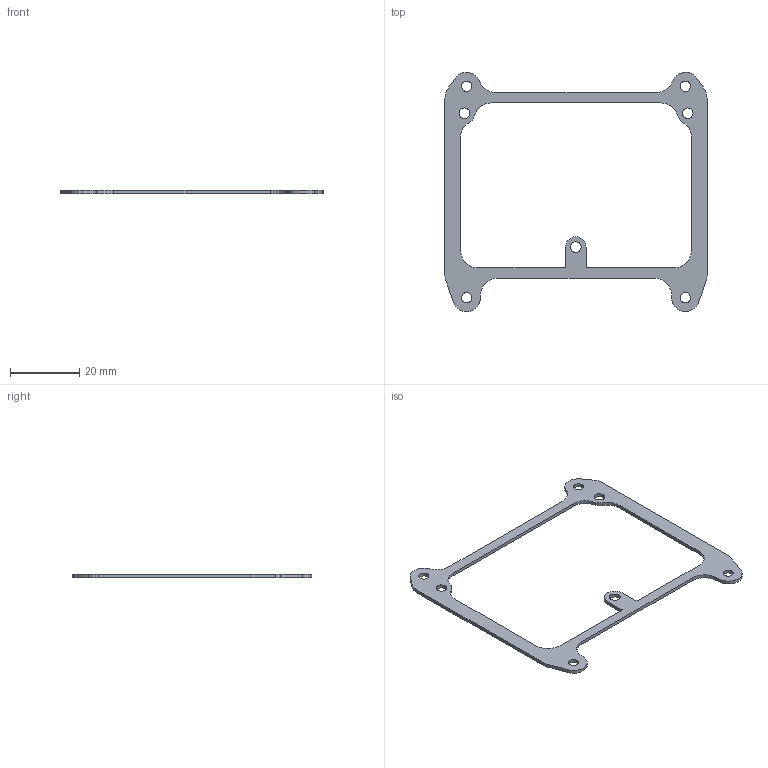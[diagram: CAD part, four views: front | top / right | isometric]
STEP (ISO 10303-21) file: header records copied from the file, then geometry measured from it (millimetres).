
FILE_DESCRIPTION(/* description */ ('STEP AP242','CAx-IF Rec.Pracs.---Representation and Presentation of Product Manufacturing Information (PMI)---4.0---2014-10-13','CAx-IF Rec.Pracs.---3D Tessellated Geometry---0.4---2014-09-14','2;1'),/* implementation_level */ '2;1');
FILE_NAME(/* name */ '67ce878749e8856f9eb2b4a9',/* time_stamp */ '2025-03-10T06:32:40Z',/* author */ (''),/* organization */ (''),/* preprocessor_version */ 'ST-DEVELOPER v20',/* originating_system */ 'ONSHAPE BY PTC INC, 1.194',/* authorisation */ ' ');
FILE_SCHEMA (('AP242_MANAGED_MODEL_BASED_3D_ENGINEERING_MIM_LF { 1 0 10303 442 1 1 4 }'));
Length unit declared in the file: metre
Products named in the file (1): IR Sensor Frame
Bounding box: 75.95 x 69.29 x 1 mm (x, y, z)
Volume: 1215.4 mm3; surface area: 3022.7 mm2
Topology: 1 solids, 1 shells, 47 faces, 135 edges, 90 vertices
Faces by surface type: cylinder 28, plane 19
Full cylindrical faces by diameter (mm): 3 x4, 3.1 x3
Entity records: 1584 total; most frequent: DIRECTION 280, CARTESIAN_POINT 266, ORIENTED_EDGE 256, EDGE_CURVE 128, AXIS2_PLACEMENT_3D 104, VERTEX_POINT 90, LINE 72, VECTOR 72
